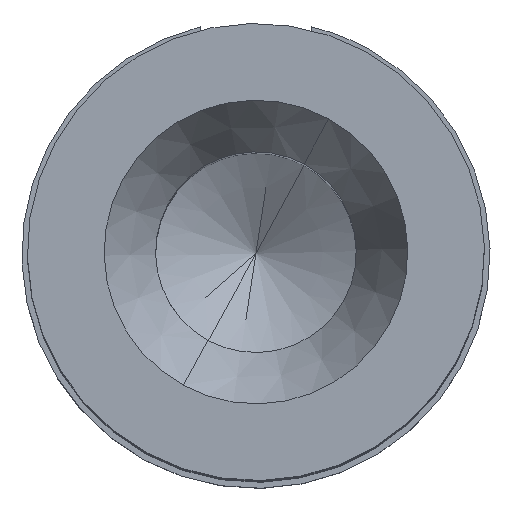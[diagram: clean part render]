
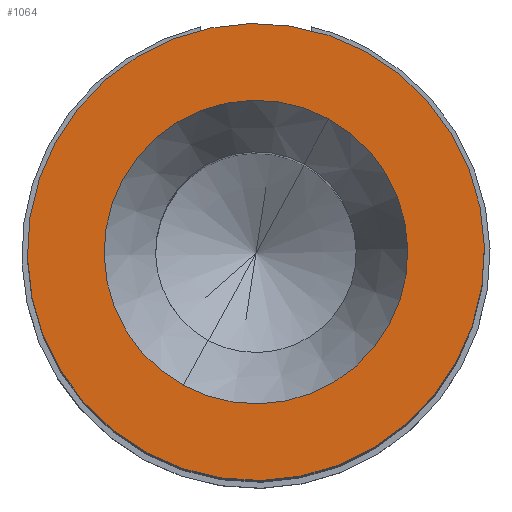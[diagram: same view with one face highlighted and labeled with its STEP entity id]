
A CAD part, top view. The second image highlights one B-rep face of the part: STEP entity #1064.
In plain terms, the highlighted planar face has unit normal (0, 0, 1).
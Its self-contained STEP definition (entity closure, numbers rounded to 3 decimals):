
#964=AXIS2_PLACEMENT_3D('Circle Axis2P3D',#962,#963,$) ;
#983=AXIS2_PLACEMENT_3D('Circle Axis2P3D',#981,#982,$) ;
#1040=AXIS2_PLACEMENT_3D('Plane Axis2P3D',#1037,#1038,#1039) ;
#1048=AXIS2_PLACEMENT_3D('Circle Axis2P3D',#1046,#1047,$) ;
#1057=AXIS2_PLACEMENT_3D('Circle Axis2P3D',#1055,#1056,$) ;
#959=CARTESIAN_POINT('Vertex',(3.083,3.899,26.75)) ;
#962=CARTESIAN_POINT('Axis2P3D Location',(2.1,2.1,26.75)) ;
#966=CARTESIAN_POINT('Vertex',(1.117,0.301,26.75)) ;
#981=CARTESIAN_POINT('Axis2P3D Location',(2.1,2.1,26.75)) ;
#1037=CARTESIAN_POINT('Axis2P3D Location',(2.1,0.05,26.75)) ;
#1046=CARTESIAN_POINT('Axis2P3D Location',(2.1,2.1,26.75)) ;
#1050=CARTESIAN_POINT('Vertex',(2.753,3.295,26.75)) ;
#1052=CARTESIAN_POINT('Vertex',(1.447,0.905,26.75)) ;
#1055=CARTESIAN_POINT('Axis2P3D Location',(2.1,2.1,26.75)) ;
#963=DIRECTION('Axis2P3D Direction',(0.,0.,-1.)) ;
#982=DIRECTION('Axis2P3D Direction',(0.,0.,-1.)) ;
#1038=DIRECTION('Axis2P3D Direction',(0.,0.,-1.)) ;
#1039=DIRECTION('Axis2P3D XDirection',(1.,0.,0.)) ;
#1047=DIRECTION('Axis2P3D Direction',(0.,0.,-1.)) ;
#1056=DIRECTION('Axis2P3D Direction',(0.,0.,-1.)) ;
#1043=ORIENTED_EDGE('',*,*,#985,.F.) ;
#1044=ORIENTED_EDGE('',*,*,#968,.F.) ;
#1061=ORIENTED_EDGE('',*,*,#1054,.T.) ;
#1062=ORIENTED_EDGE('',*,*,#1059,.T.) ;
#1063=FACE_BOUND('',#1060,.T.) ;
#1064=ADVANCED_FACE('Hauptkoerper',(#1045,#1063),#1041,.F.) ;
#965=CIRCLE('generated circle',#964,2.05) ;
#984=CIRCLE('generated circle',#983,2.05) ;
#1049=CIRCLE('generated circle',#1048,1.362) ;
#1058=CIRCLE('generated circle',#1057,1.362) ;
#968=EDGE_CURVE('',#960,#967,#965,.T.) ;
#985=EDGE_CURVE('',#967,#960,#984,.T.) ;
#1054=EDGE_CURVE('',#1051,#1053,#1049,.T.) ;
#1059=EDGE_CURVE('',#1053,#1051,#1058,.T.) ;
#1042=EDGE_LOOP('',(#1043,#1044)) ;
#1060=EDGE_LOOP('',(#1061,#1062)) ;
#1045=FACE_OUTER_BOUND('',#1042,.T.) ;
#1041=PLANE('',#1040) ;
#960=VERTEX_POINT('',#959) ;
#967=VERTEX_POINT('',#966) ;
#1051=VERTEX_POINT('',#1050) ;
#1053=VERTEX_POINT('',#1052) ;
